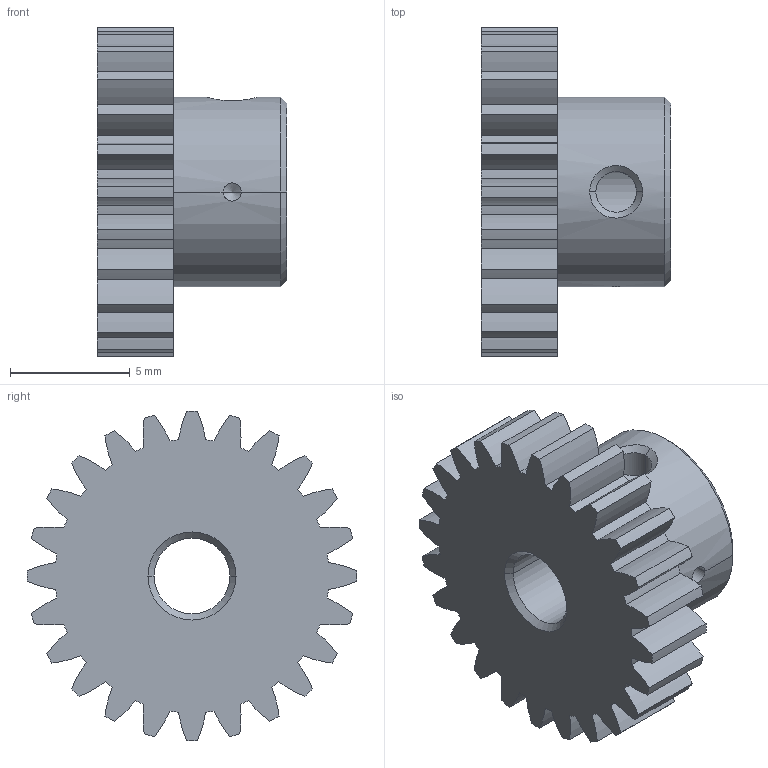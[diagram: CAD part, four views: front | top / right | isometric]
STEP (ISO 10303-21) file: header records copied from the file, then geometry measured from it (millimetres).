
FILE_DESCRIPTION (( 'STEP AP214' ), '1' );
FILE_NAME ('ONDRIVES_US_CORP_SG48P10A-24.STEP', '2024-03-07T19:41:26', ( '' ), ( '' ), 'SwSTEP 2.0', 'SolidWorks 2023', '' );
FILE_SCHEMA (( 'AUTOMOTIVE_DESIGN' ));
Length unit declared in the file: inch
Products named in the file (1): ONDRIVES_US_CORP_SG48P10A-24
Bounding box: 7.92 x 13.76 x 13.76 mm (x, y, z)
Volume: 564.6 mm3; surface area: 689.3 mm2
Topology: 1 solids, 1 shells, 118 faces, 338 edges, 221 vertices
Faces by surface type: cylinder 105, cone 8, plane 3, bspline 2
Entity records: 4674 total; most frequent: CARTESIAN_POINT 1387, DIRECTION 768, ORIENTED_EDGE 672, EDGE_CURVE 336, AXIS2_PLACEMENT_3D 327, VERTEX_POINT 221, CIRCLE 210, EDGE_LOOP 123
